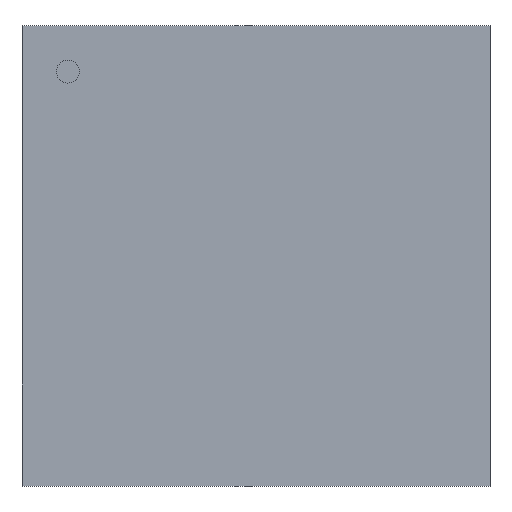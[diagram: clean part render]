
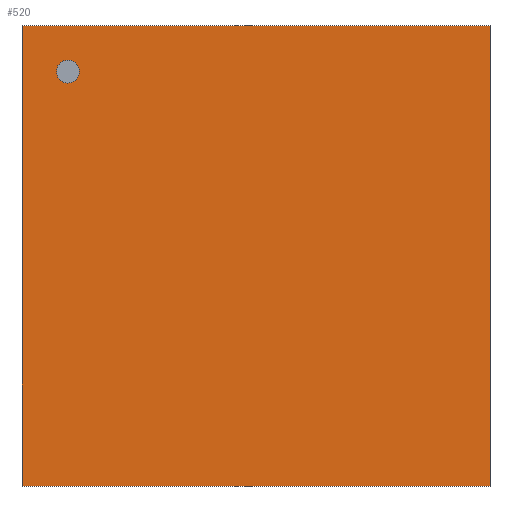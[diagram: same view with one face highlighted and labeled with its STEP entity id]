
A CAD part, top view. The second image highlights one B-rep face of the part: STEP entity #520.
In plain terms, the highlighted planar face has unit normal (0, 0, 1).
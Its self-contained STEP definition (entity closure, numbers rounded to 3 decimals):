
#296=CARTESIAN_POINT('',(0.8,-0.787,0.686));
#295=VERTEX_POINT('',#296);
#306=CARTESIAN_POINT('',(-0.8,-0.787,0.686));
#305=VERTEX_POINT('',#306);
#304=EDGE_CURVE('',#305,#295,#309,.T.);
#309=LINE('',#306,#311);
#311=VECTOR('',#312,1.6);
#312=DIRECTION('',(1.0,0.0,0.0));
#345=CARTESIAN_POINT('',(0.8,0.787,0.686));
#344=VERTEX_POINT('',#345);
#353=EDGE_CURVE('',#295,#344,#358,.T.);
#358=LINE('',#296,#360);
#360=VECTOR('',#361,1.575);
#361=DIRECTION('',(0.0,1.0,0.0));
#394=CARTESIAN_POINT('',(-0.8,0.787,0.686));
#393=VERTEX_POINT('',#394);
#402=EDGE_CURVE('',#344,#393,#407,.T.);
#407=LINE('',#345,#409);
#409=VECTOR('',#410,1.6);
#410=DIRECTION('',(-1.0,0.0,0.0));
#451=EDGE_CURVE('',#393,#305,#456,.T.);
#456=LINE('',#394,#458);
#458=VECTOR('',#459,1.575);
#459=DIRECTION('',(0.0,-1.0,0.0));
#520=ADVANCED_FACE('',(#526),#521,.T.);
#521=PLANE('',#522);
#522=AXIS2_PLACEMENT_3D('',#523,#524,#525);
#523=CARTESIAN_POINT('',(-0.8,-0.787,0.686));
#524=DIRECTION('',(0.0,0.0,1.0));
#525=DIRECTION('',(0.,1.,0.));
#526=FACE_OUTER_BOUND('',#527,.T.);
#527=EDGE_LOOP('',(#528,#538,#548,#558));
#528=ORIENTED_EDGE('',*,*,#304,.T.);
#538=ORIENTED_EDGE('',*,*,#353,.T.);
#548=ORIENTED_EDGE('',*,*,#402,.T.);
#558=ORIENTED_EDGE('',*,*,#451,.T.);
